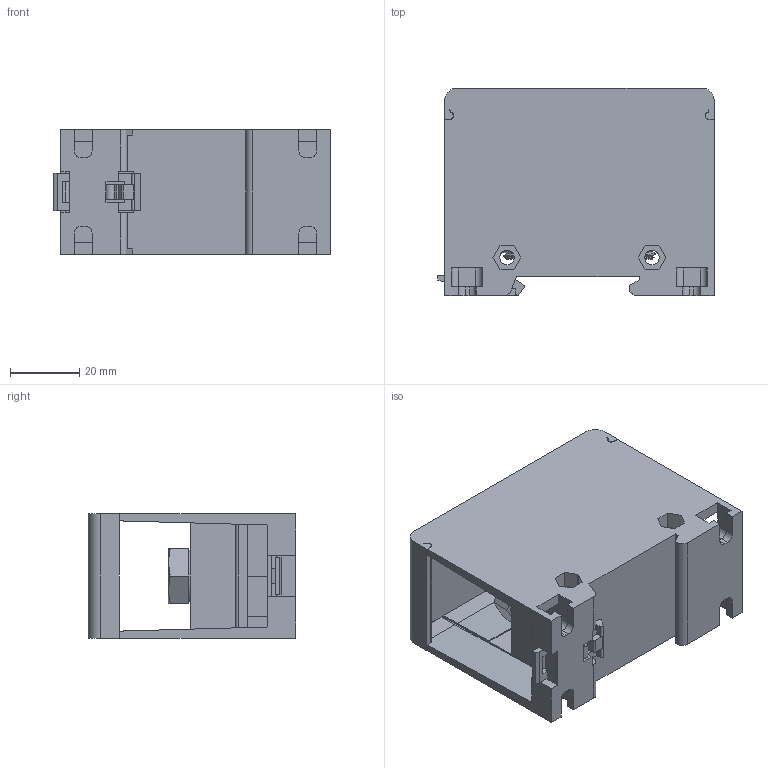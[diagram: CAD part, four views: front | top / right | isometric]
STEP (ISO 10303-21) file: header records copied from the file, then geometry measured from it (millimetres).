
FILE_DESCRIPTION((''),'2;1');
FILE_NAME('123_ASM','2024-01-18T',('dell'),(''),'PRO/ENGINEER BY PARAMETRIC TECHNOLOGY CORPORATION, 2013230','PRO/ENGINEER BY PARAMETRIC TECHNOLOGY CORPORATION, 2013230','');
FILE_SCHEMA(('AUTOMOTIVE_DESIGN { 1 0 10303 214 1 1 1 1 }'));
Length unit declared in the file: millimetre
Products named in the file (1): 123_ASM
Bounding box: 80 x 60.05 x 36 mm (x, y, z)
Volume: 69432.1 mm3; surface area: 37980.8 mm2
Topology: 1 solids, 9 shells, 459 faces, 1336 edges, 876 vertices
Faces by surface type: plane 311, cylinder 95, bspline 31, cone 16, torus 4, extrusion 2
Entity records: 21929 total; most frequent: CARTESIAN_POINT 9599, ORIENTED_EDGE 2672, DIRECTION 2145, EDGE_CURVE 1336, VECTOR 991, LINE 989, VERTEX_POINT 876, AXIS2_PLACEMENT_3D 577
